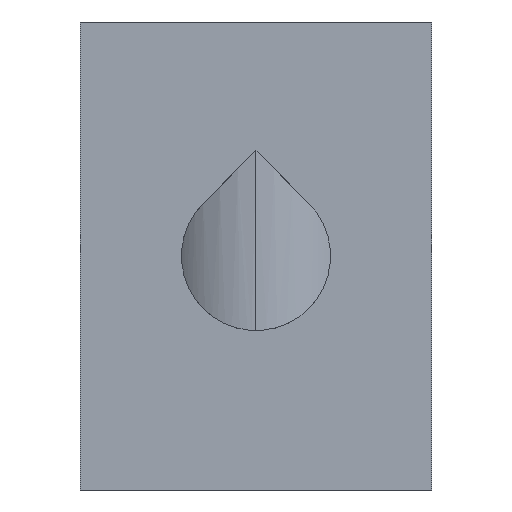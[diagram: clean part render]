
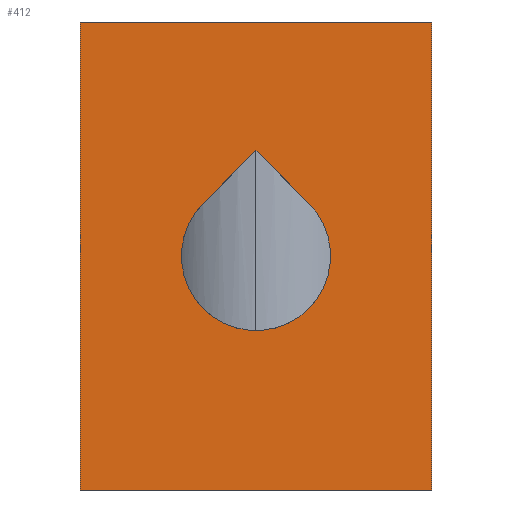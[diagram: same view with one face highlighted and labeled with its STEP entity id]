
A CAD part, left-side view. The second image highlights one B-rep face of the part: STEP entity #412.
In plain terms, the highlighted planar face has unit normal (-1, 0, 0).
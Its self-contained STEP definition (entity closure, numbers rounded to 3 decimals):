
#25 = DIRECTION ( 'NONE',  ( -1., 0., 0. ) ) ;
#39 = VERTEX_POINT ( 'NONE', #678 ) ;
#50 = CARTESIAN_POINT ( 'NONE',  ( -17., 6., 0. ) ) ;
#75 = EDGE_CURVE ( 'NONE', #664, #659, #617, .T. ) ;
#77 = VECTOR ( 'NONE', #499, 1000. ) ;
#113 = EDGE_CURVE ( 'NONE', #39, #655, #259, .T. ) ;
#117 = CIRCLE ( 'NONE', #628, 2.55 ) ;
#129 = EDGE_CURVE ( 'NONE', #507, #39, #117, .T. ) ;
#136 = VERTEX_POINT ( 'NONE', #640 ) ;
#170 = CARTESIAN_POINT ( 'NONE',  ( -17., -6., 0. ) ) ;
#172 = EDGE_CURVE ( 'NONE', #136, #664, #265, .T. ) ;
#189 = VECTOR ( 'NONE', #231, 1000. ) ;
#210 = ORIENTED_EDGE ( 'NONE', *, *, #113, .F. ) ;
#221 = DIRECTION ( 'NONE',  ( 0., 0., 1. ) ) ;
#225 = DIRECTION ( 'NONE',  ( 1., 0., 0. ) ) ;
#231 = DIRECTION ( 'NONE',  ( 0., -1., 0. ) ) ;
#236 = FACE_BOUND ( 'NONE', #290, .T. ) ;
#241 = DIRECTION ( 'NONE',  ( 0., 0.707, 0.707 ) ) ;
#248 = LINE ( 'NONE', #429, #77 ) ;
#251 = ORIENTED_EDGE ( 'NONE', *, *, #761, .T. ) ;
#259 = LINE ( 'NONE', #730, #485 ) ;
#265 = LINE ( 'NONE', #273, #392 ) ;
#273 = CARTESIAN_POINT ( 'NONE',  ( -17., 6., 16. ) ) ;
#288 = CARTESIAN_POINT ( 'NONE',  ( -17., 6., 0. ) ) ;
#290 = EDGE_LOOP ( 'NONE', ( #210, #408, #620 ) ) ;
#296 = AXIS2_PLACEMENT_3D ( 'NONE', #793, #225, #716 ) ;
#351 = EDGE_CURVE ( 'NONE', #478, #659, #599, .T. ) ;
#376 = CARTESIAN_POINT ( 'NONE',  ( -17., 1.803, 9.803 ) ) ;
#392 = VECTOR ( 'NONE', #511, 1000. ) ;
#406 = ORIENTED_EDGE ( 'NONE', *, *, #351, .T. ) ;
#408 = ORIENTED_EDGE ( 'NONE', *, *, #129, .F. ) ;
#411 = ORIENTED_EDGE ( 'NONE', *, *, #75, .F. ) ;
#412 = ADVANCED_FACE ( 'NONE', ( #236, #777 ), #548, .F. ) ;
#429 = CARTESIAN_POINT ( 'NONE',  ( -17., 6., 16. ) ) ;
#443 = CARTESIAN_POINT ( 'NONE',  ( -17., 1.803, 9.803 ) ) ;
#456 = CARTESIAN_POINT ( 'NONE',  ( -17., 0., 8. ) ) ;
#478 = VERTEX_POINT ( 'NONE', #50 ) ;
#485 = VECTOR ( 'NONE', #241, 1000. ) ;
#499 = DIRECTION ( 'NONE',  ( 0., 0., -1. ) ) ;
#507 = VERTEX_POINT ( 'NONE', #443 ) ;
#511 = DIRECTION ( 'NONE',  ( 0., -1., 0. ) ) ;
#548 = PLANE ( 'NONE',  #296 ) ;
#558 = CARTESIAN_POINT ( 'NONE',  ( -17., -6., 16. ) ) ;
#599 = LINE ( 'NONE', #288, #189 ) ;
#617 = LINE ( 'NONE', #558, #717 ) ;
#620 = ORIENTED_EDGE ( 'NONE', *, *, #725, .F. ) ;
#625 = LINE ( 'NONE', #376, #629 ) ;
#628 = AXIS2_PLACEMENT_3D ( 'NONE', #456, #25, #221 ) ;
#629 = VECTOR ( 'NONE', #796, 1000. ) ;
#640 = CARTESIAN_POINT ( 'NONE',  ( -17., 6., 16. ) ) ;
#655 = VERTEX_POINT ( 'NONE', #781 ) ;
#659 = VERTEX_POINT ( 'NONE', #170 ) ;
#664 = VERTEX_POINT ( 'NONE', #787 ) ;
#667 = DIRECTION ( 'NONE',  ( 0., 0., -1. ) ) ;
#674 = EDGE_LOOP ( 'NONE', ( #406, #411, #786, #251 ) ) ;
#678 = CARTESIAN_POINT ( 'NONE',  ( -17., -1.803, 9.803 ) ) ;
#716 = DIRECTION ( 'NONE',  ( 0., 0., -1. ) ) ;
#717 = VECTOR ( 'NONE', #667, 1000. ) ;
#725 = EDGE_CURVE ( 'NONE', #655, #507, #625, .T. ) ;
#730 = CARTESIAN_POINT ( 'NONE',  ( -17., 0., 11.606 ) ) ;
#761 = EDGE_CURVE ( 'NONE', #136, #478, #248, .T. ) ;
#777 = FACE_OUTER_BOUND ( 'NONE', #674, .T. ) ;
#781 = CARTESIAN_POINT ( 'NONE',  ( -17., 0., 11.606 ) ) ;
#786 = ORIENTED_EDGE ( 'NONE', *, *, #172, .F. ) ;
#787 = CARTESIAN_POINT ( 'NONE',  ( -17., -6., 16. ) ) ;
#793 = CARTESIAN_POINT ( 'NONE',  ( -17., 6., 16. ) ) ;
#796 = DIRECTION ( 'NONE',  ( 0., 0.707, -0.707 ) ) ;
